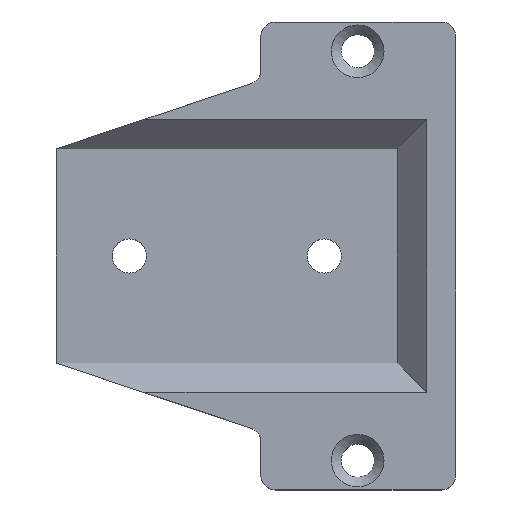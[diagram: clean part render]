
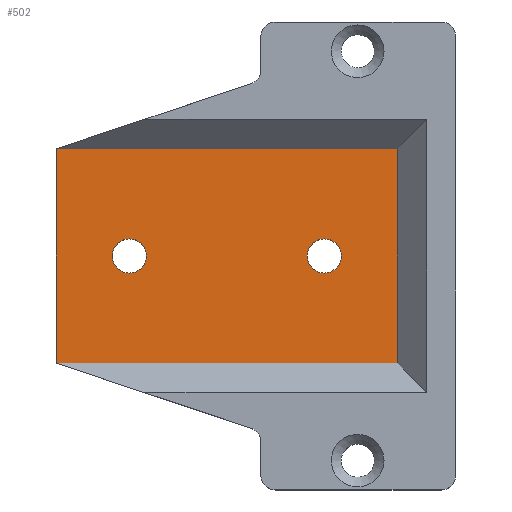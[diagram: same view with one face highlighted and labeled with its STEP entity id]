
A CAD part, top view. The second image highlights one B-rep face of the part: STEP entity #502.
In plain terms, the highlighted planar face has unit normal (0, 0, 1).
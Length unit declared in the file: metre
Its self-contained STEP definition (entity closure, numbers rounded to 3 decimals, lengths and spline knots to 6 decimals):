
#56=LINE('',#835,#96);
#63=LINE('',#856,#103);
#64=LINE('',#858,#104);
#65=LINE('',#860,#105);
#96=VECTOR('',#669,1.);
#103=VECTOR('',#696,1.);
#104=VECTOR('',#697,1.);
#105=VECTOR('',#698,1.);
#182=ORIENTED_EDGE('',*,*,#297,.F.);
#183=ORIENTED_EDGE('',*,*,#298,.T.);
#184=ORIENTED_EDGE('',*,*,#299,.T.);
#185=ORIENTED_EDGE('',*,*,#286,.T.);
#186=ORIENTED_EDGE('',*,*,#292,.T.);
#187=ORIENTED_EDGE('',*,*,#296,.F.);
#286=EDGE_CURVE('',#342,#343,#56,.T.);
#292=EDGE_CURVE('',#345,#345,#373,.T.);
#296=EDGE_CURVE('',#347,#347,#375,.T.);
#297=EDGE_CURVE('',#348,#343,#63,.T.);
#298=EDGE_CURVE('',#348,#349,#64,.T.);
#299=EDGE_CURVE('',#349,#342,#65,.T.);
#342=VERTEX_POINT('',#830);
#343=VERTEX_POINT('',#834);
#345=VERTEX_POINT('',#846);
#347=VERTEX_POINT('',#854);
#348=VERTEX_POINT('',#857);
#349=VERTEX_POINT('',#859);
#373=CIRCLE('',#562,0.00175);
#375=CIRCLE('',#566,0.00175);
#400=EDGE_LOOP('',(#182,#183,#184,#185));
#401=EDGE_LOOP('',(#186));
#402=EDGE_LOOP('',(#187));
#448=FACE_BOUND('',#400,.T.);
#449=FACE_BOUND('',#401,.T.);
#450=FACE_BOUND('',#402,.T.);
#486=PLANE('',#567);
#502=ADVANCED_FACE('',(#448,#449,#450),#486,.T.);
#562=AXIS2_PLACEMENT_3D('',#845,#682,#683);
#566=AXIS2_PLACEMENT_3D('',#853,#692,#693);
#567=AXIS2_PLACEMENT_3D('',#855,#694,#695);
#669=DIRECTION('',(0.,-1.,0.));
#682=DIRECTION('',(0.,0.,-1.));
#683=DIRECTION('',(1.,0.,0.));
#692=DIRECTION('',(0.,0.,1.));
#693=DIRECTION('',(1.,0.,0.));
#694=DIRECTION('',(0.,0.,1.));
#695=DIRECTION('',(1.,0.,0.));
#696=DIRECTION('',(-1.,0.,0.));
#697=DIRECTION('',(0.,1.,0.));
#698=DIRECTION('',(-1.,0.,0.));
#830=CARTESIAN_POINT('',(-0.047,0.019,0.0285));
#834=CARTESIAN_POINT('',(-0.047,-0.003,0.0285));
#835=CARTESIAN_POINT('',(-0.047,0.008,0.0285));
#845=CARTESIAN_POINT('',(-0.0195,0.008,0.0285));
#846=CARTESIAN_POINT('',(-0.01775,0.008,0.0285));
#853=CARTESIAN_POINT('',(-0.0395,0.008,0.0285));
#854=CARTESIAN_POINT('',(-0.03775,0.008,0.0285));
#855=CARTESIAN_POINT('',(-0.01325,0.0175,0.0285));
#856=CARTESIAN_POINT('',(-0.0295,-0.003,0.0285));
#857=CARTESIAN_POINT('',(-0.012,-0.003,0.0285));
#858=CARTESIAN_POINT('',(-0.012,0.008,0.0285));
#859=CARTESIAN_POINT('',(-0.012,0.019,0.0285));
#860=CARTESIAN_POINT('',(-0.0295,0.019,0.0285));
